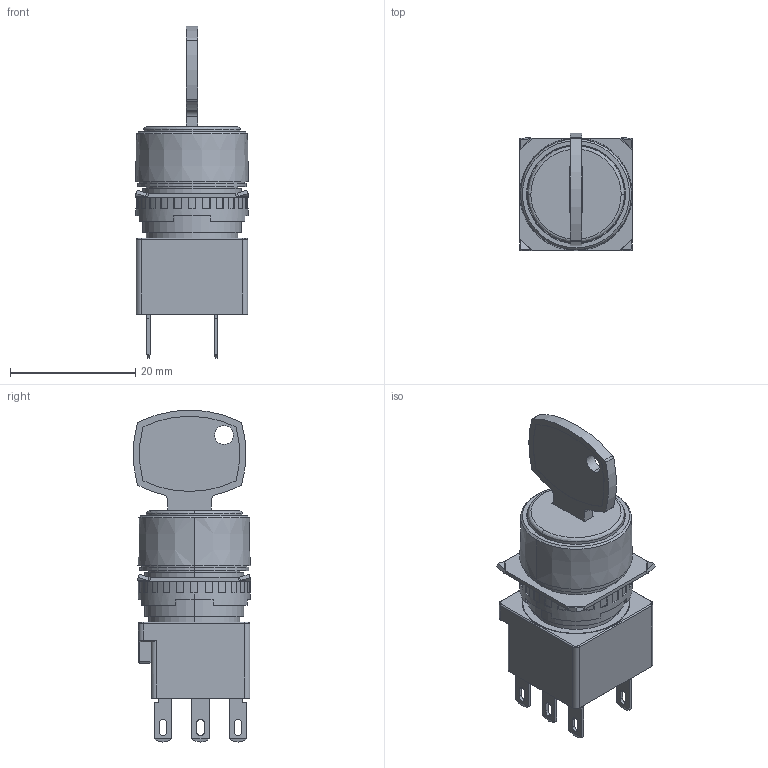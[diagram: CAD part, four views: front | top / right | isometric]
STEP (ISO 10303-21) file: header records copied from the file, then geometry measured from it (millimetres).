
FILE_DESCRIPTION (( 'STEP AP214' ), '1' );
FILE_NAME ('89_LB1K-[2][3]$Tx$.STEP', '2020-09-25T00:49:59', ( 'IDEC' ), ( 'IDEC' ), 'SwSTEP 2.0', 'SolidWorks 2019', '' );
FILE_SCHEMA (( 'AUTOMOTIVE_DESIGN' ));
Length unit declared in the file: millimetre
Products named in the file (5): LB-S_K-BODY-M; LB-NUT-SET; LB-KEY-SELECTOR-T; 89_LB1K-[2][3]$Tx$; LB-T2
Assembly tree (4 placements, depth 2):
  89_LB1K-[2][3]$Tx$
    LB-S_K-BODY-M
    LB-KEY-SELECTOR-T
    LB-T2
    LB-NUT-SET
Bounding box: 18.07 x 18.78 x 53 mm (x, y, z)
Volume: 7177.5 mm3; surface area: 6494.9 mm2
Topology: 4 solids, 4 shells, 459 faces, 1231 edges, 788 vertices
Faces by surface type: plane 254, cylinder 169, bspline 24, cone 12
Entity records: 16519 total; most frequent: CARTESIAN_POINT 3127, DIRECTION 2450, ORIENTED_EDGE 2450, EDGE_CURVE 1225, AXIS2_PLACEMENT_3D 855, VERTEX_POINT 788, LINE 740, VECTOR 740
